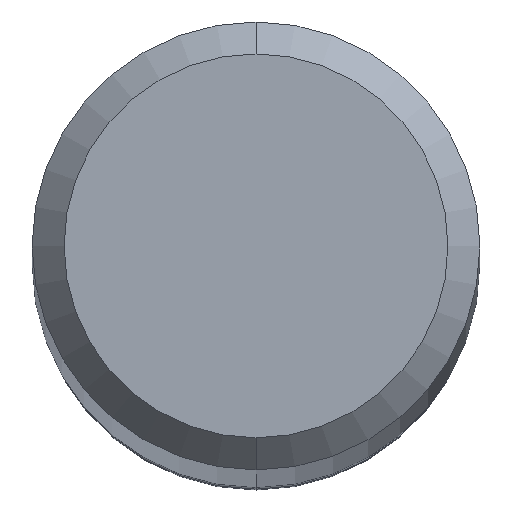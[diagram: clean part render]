
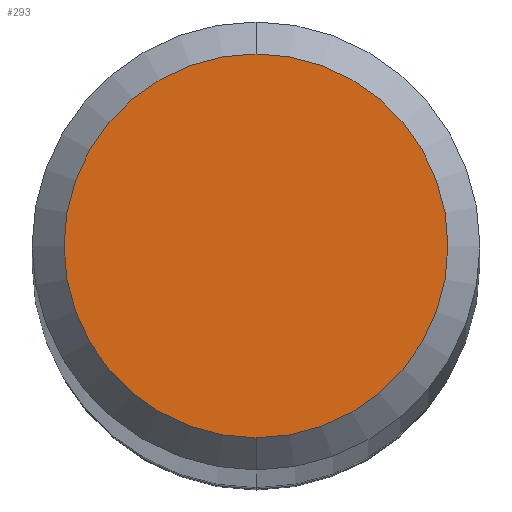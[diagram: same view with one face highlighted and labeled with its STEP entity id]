
A CAD part, top view. The second image highlights one B-rep face of the part: STEP entity #293.
In plain terms, the highlighted planar face has unit normal (0, 0, 1).
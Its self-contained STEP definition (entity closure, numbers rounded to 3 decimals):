
#151=VERTEX_POINT('',#382);
#197=EDGE_CURVE('',#317,#151,#436,.T.);
#217=EDGE_CURVE('',#151,#317,#459,.T.);
#293=ADVANCED_FACE('',(#544),#545,.T.);
#317=VERTEX_POINT('',#572);
#382=CARTESIAN_POINT('',(0.,-1.8,0.0));
#436=CIRCLE('',#713,1.8);
#459=CIRCLE('',#747,1.8);
#544=FACE_OUTER_BOUND('',#852,.T.);
#545=PLANE('',#853);
#572=CARTESIAN_POINT('',(0.0,1.8,0.0));
#713=AXIS2_PLACEMENT_3D('',#1020,#1021,#1022);
#747=AXIS2_PLACEMENT_3D('',#1049,#1050,#1051);
#852=EDGE_LOOP('',(#1163,#1164));
#853=AXIS2_PLACEMENT_3D('',#1165,#1166,#1167);
#1020=CARTESIAN_POINT('',(0.0,0.0,0.0));
#1021=DIRECTION('',(0.0,0.0,-1.0));
#1022=DIRECTION('',(0.0,1.0,0.0));
#1049=CARTESIAN_POINT('',(0.0,0.0,0.0));
#1050=DIRECTION('',(0.0,0.0,-1.0));
#1051=DIRECTION('',(0.0,1.0,0.0));
#1163=ORIENTED_EDGE('',*,*,#197,.F.);
#1164=ORIENTED_EDGE('',*,*,#217,.F.);
#1165=CARTESIAN_POINT('',(0.0,0.9,0.0));
#1166=DIRECTION('',(-0.0,0.0,1.0));
#1167=DIRECTION('',(0.0,-1.0,0.0));
